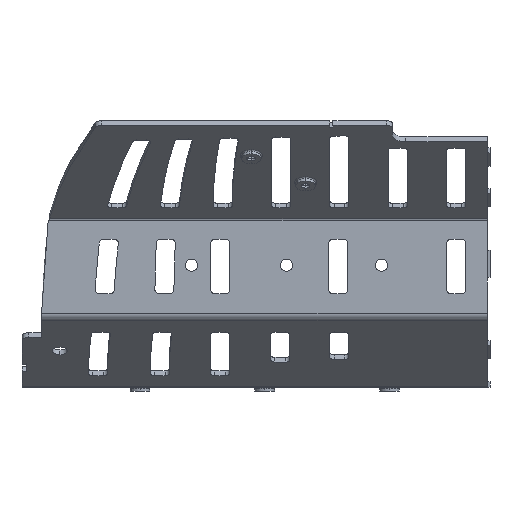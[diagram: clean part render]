
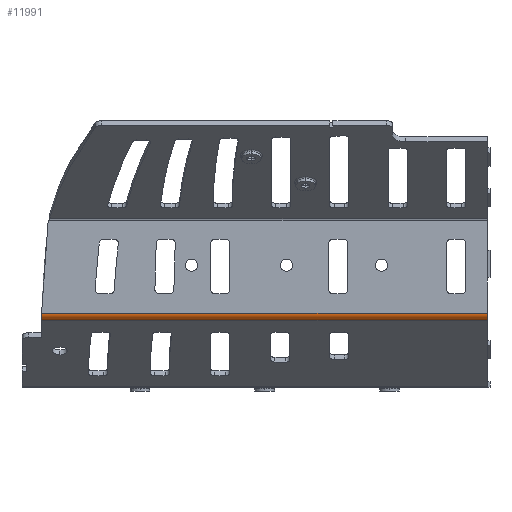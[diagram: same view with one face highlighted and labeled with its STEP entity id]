
A CAD part, left-side view. The second image highlights one B-rep face of the part: STEP entity #11991.
In plain terms, the highlighted cylindrical face has radius 3 mm (diameter 6 mm), a partial arc.
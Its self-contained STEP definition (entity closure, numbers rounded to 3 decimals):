
#3348=DIRECTION('',(0.,-1.,0.));
#3349=VECTOR('',#3348,164.3);
#3350=CARTESIAN_POINT('',(-76.367,164.3,24.634));
#3351=LINE('',#3350,#3349);
#3352=CARTESIAN_POINT('',(-74.867,164.3,27.232));
#3353=DIRECTION('',(0.,-1.,0.));
#3354=DIRECTION('',(-1.,0.,0.));
#3355=AXIS2_PLACEMENT_3D('',#3352,#3353,#3354);
#3357=DIRECTION('',(0.,-1.,0.));
#3358=VECTOR('',#3357,164.3);
#3359=CARTESIAN_POINT('',(-77.867,164.3,27.232));
#3360=LINE('',#3359,#3358);
#3361=CARTESIAN_POINT('',(-74.867,0.,27.232));
#3362=DIRECTION('',(0.,-1.,0.));
#3363=DIRECTION('',(-1.,0.,0.));
#3364=AXIS2_PLACEMENT_3D('',#3361,#3362,#3363);
#3415=CARTESIAN_POINT('',(-77.867,164.3,27.232));
#7118=CARTESIAN_POINT('',(-77.867,0.,27.232));
#7120=VERTEX_POINT('',#7118);
#7122=CARTESIAN_POINT('',(-76.367,0.,24.634));
#7123=VERTEX_POINT('',#7122);
#7787=VERTEX_POINT('',#3415);
#8046=CARTESIAN_POINT('',(-76.367,164.3,24.634));
#8048=VERTEX_POINT('',#8046);
#11978=CARTESIAN_POINT('',(-74.867,164.3,27.232));
#11979=DIRECTION('',(0.,-1.,0.));
#11980=DIRECTION('',(-1.,0.,0.));
#11981=AXIS2_PLACEMENT_3D('',#11978,#11979,#11980);
#11982=CYLINDRICAL_SURFACE('',#11981,3.);
#11983=ORIENTED_EDGE('',*,*,#11604,.F.);
#11984=ORIENTED_EDGE('',*,*,#11966,.F.);
#11986=ORIENTED_EDGE('',*,*,#11985,.T.);
#11988=ORIENTED_EDGE('',*,*,#11987,.T.);
#11989=EDGE_LOOP('',(#11983,#11984,#11986,#11988));
#11990=FACE_OUTER_BOUND('',#11989,.F.);
#11991=ADVANCED_FACE('',(#11990),#11982,.T.);
#3356=CIRCLE('',#3355,3.);
#3365=CIRCLE('',#3364,3.);
#11604=EDGE_CURVE('',#8048,#7123,#3351,.T.);
#11966=EDGE_CURVE('',#7787,#8048,#3356,.T.);
#11985=EDGE_CURVE('',#7787,#7120,#3360,.T.);
#11987=EDGE_CURVE('',#7120,#7123,#3365,.T.);
